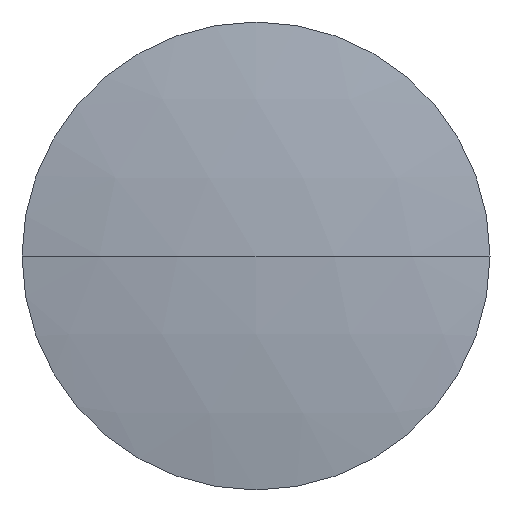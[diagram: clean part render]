
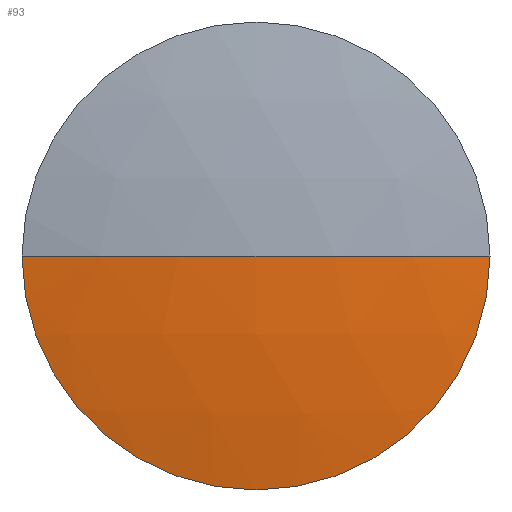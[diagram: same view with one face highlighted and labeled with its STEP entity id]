
A CAD part, left-side view. The second image highlights one B-rep face of the part: STEP entity #93.
In plain terms, the highlighted spherical face has radius 33.905 mm.
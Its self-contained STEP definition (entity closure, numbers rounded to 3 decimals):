
#3 = CARTESIAN_POINT ( 'NONE',  ( 75.534, 24.308, 0. ) ) ;
#4 = CARTESIAN_POINT ( 'NONE',  ( 42.229, 24.308, -6.35 ) ) ;
#11 = DIRECTION ( 'NONE',  ( -1., 0., 0. ) ) ;
#15 = EDGE_CURVE ( 'NONE', #182, #170, #63, .T. ) ;
#25 = CIRCLE ( 'NONE', #260, 6.35 ) ;
#28 = DIRECTION ( 'NONE',  ( 0., 1., 0. ) ) ;
#32 = DIRECTION ( 'NONE',  ( 1., 0., 0. ) ) ;
#34 = CARTESIAN_POINT ( 'NONE',  ( 75.534, 24.308, 0. ) ) ;
#36 = CARTESIAN_POINT ( 'NONE',  ( 42.229, 24.308, 0. ) ) ;
#48 = SPHERICAL_SURFACE ( 'NONE', #337, 33.905 ) ;
#63 = CIRCLE ( 'NONE', #102, 33.905 ) ;
#64 = EDGE_CURVE ( 'NONE', #188, #170, #320, .T. ) ;
#83 = AXIS2_PLACEMENT_3D ( 'NONE', #167, #111, #273 ) ;
#84 = DIRECTION ( 'NONE',  ( 0., 0., -1. ) ) ;
#93 = ADVANCED_FACE ( 'NONE', ( #163 ), #48, .T. ) ;
#94 = DIRECTION ( 'NONE',  ( 0., 0., 1. ) ) ;
#102 = AXIS2_PLACEMENT_3D ( 'NONE', #137, #84, #28 ) ;
#111 = DIRECTION ( 'NONE',  ( -1., 0., 0. ) ) ;
#121 = CARTESIAN_POINT ( 'NONE',  ( 41.629, 24.308, 0. ) ) ;
#137 = CARTESIAN_POINT ( 'NONE',  ( 75.534, 24.308, 0. ) ) ;
#139 = CARTESIAN_POINT ( 'NONE',  ( 42.229, 17.958, 0. ) ) ;
#147 = EDGE_CURVE ( 'NONE', #188, #230, #159, .T. ) ;
#159 = CIRCLE ( 'NONE', #83, 6.35 ) ;
#163 = FACE_OUTER_BOUND ( 'NONE', #264, .T. ) ;
#167 = CARTESIAN_POINT ( 'NONE',  ( 42.229, 24.308, 0. ) ) ;
#170 = VERTEX_POINT ( 'NONE', #121 ) ;
#182 = VERTEX_POINT ( 'NONE', #139 ) ;
#188 = VERTEX_POINT ( 'NONE', #218 ) ;
#191 = DIRECTION ( 'NONE',  ( 0., 0., 1. ) ) ;
#199 = AXIS2_PLACEMENT_3D ( 'NONE', #34, #191, #32 ) ;
#214 = DIRECTION ( 'NONE',  ( 0., 1., 0. ) ) ;
#218 = CARTESIAN_POINT ( 'NONE',  ( 42.229, 30.658, 0. ) ) ;
#230 = VERTEX_POINT ( 'NONE', #4 ) ;
#260 = AXIS2_PLACEMENT_3D ( 'NONE', #36, #11, #94 ) ;
#264 = EDGE_LOOP ( 'NONE', ( #316, #345, #291, #270 ) ) ;
#270 = ORIENTED_EDGE ( 'NONE', *, *, #64, .F. ) ;
#273 = DIRECTION ( 'NONE',  ( 0., 0., 1. ) ) ;
#291 = ORIENTED_EDGE ( 'NONE', *, *, #15, .T. ) ;
#316 = ORIENTED_EDGE ( 'NONE', *, *, #147, .T. ) ;
#318 = EDGE_CURVE ( 'NONE', #230, #182, #25, .T. ) ;
#320 = CIRCLE ( 'NONE', #199, 33.905 ) ;
#331 = DIRECTION ( 'NONE',  ( 0., 0., -1. ) ) ;
#337 = AXIS2_PLACEMENT_3D ( 'NONE', #3, #331, #214 ) ;
#345 = ORIENTED_EDGE ( 'NONE', *, *, #318, .T. ) ;
